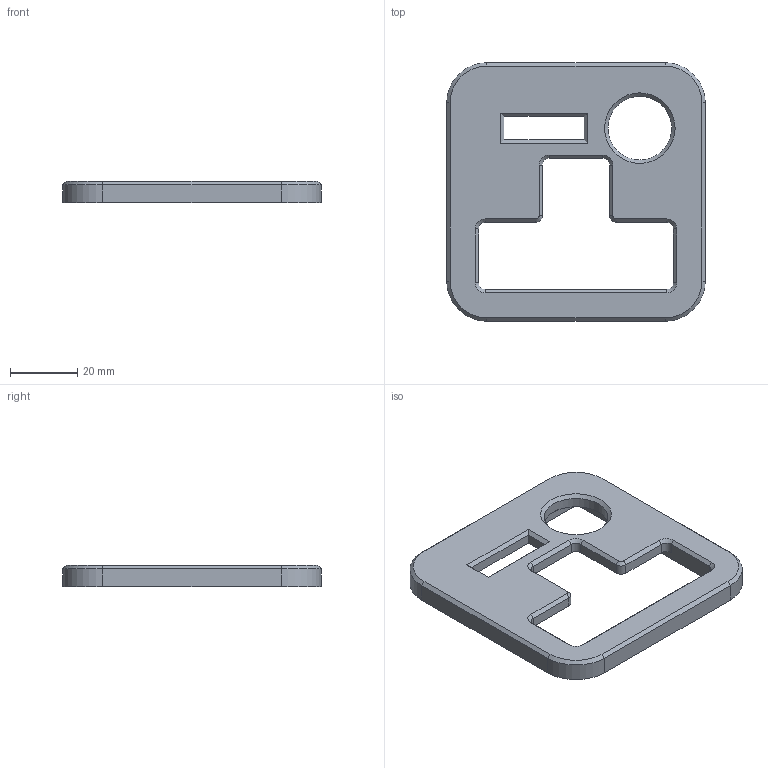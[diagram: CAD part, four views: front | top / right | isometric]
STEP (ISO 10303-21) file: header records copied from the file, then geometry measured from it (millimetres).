
FILE_DESCRIPTION(/* description */ (''),/* implementation_level */ '2;1');
FILE_NAME(/* name */ 'Top Cover Tetrispad.step',/* time_stamp */ '2025-07-07T18:36:56-07:00',/* author */ (''),/* organization */ (''),/* preprocessor_version */ 'ST-DEVELOPER v20.1',/* originating_system */ 'Autodesk Translation Framework v14.10.0.0',/* authorisation */ '');
FILE_SCHEMA (('AUTOMOTIVE_DESIGN { 1 0 10303 214 3 1 1 }'));
Length unit declared in the file: millimetre
Products named in the file (1): Top Cover
Bounding box: 77.15 x 77.15 x 6.35 mm (x, y, z)
Volume: 20548.3 mm3; surface area: 11174.9 mm2
Topology: 1 solids, 1 shells, 72 faces, 173 edges, 105 vertices
Faces by surface type: plane 40, cylinder 19, cone 13
Full cylindrical faces by diameter (mm): 4.7 x4, 19.05 x1
Entity records: 2099 total; most frequent: DIRECTION 369, CARTESIAN_POINT 348, ORIENTED_EDGE 342, EDGE_CURVE 171, AXIS2_PLACEMENT_3D 125, LINE 119, VECTOR 119, VERTEX_POINT 104
